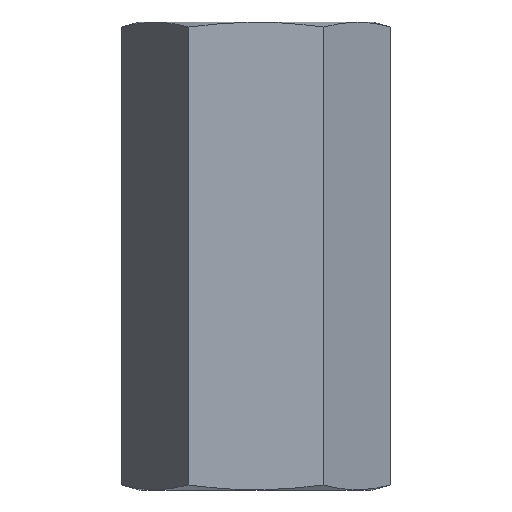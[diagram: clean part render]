
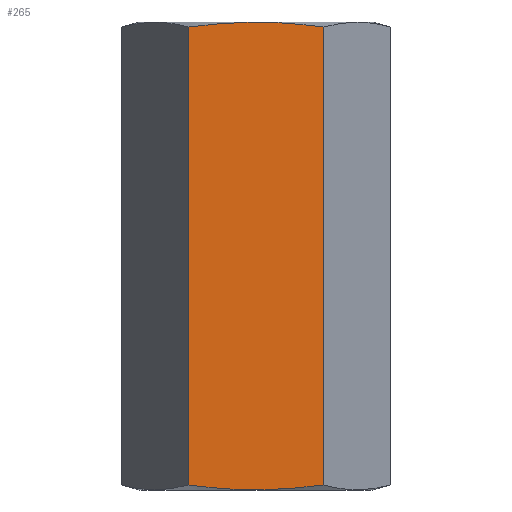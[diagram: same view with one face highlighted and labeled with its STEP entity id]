
A CAD part, front view. The second image highlights one B-rep face of the part: STEP entity #265.
In plain terms, the highlighted planar face has unit normal (0, -1, 0).
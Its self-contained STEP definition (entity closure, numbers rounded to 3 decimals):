
#129=VERTEX_POINT('',#316);
#133=EDGE_CURVE('',#179,#129,#321,.T.);
#141=VERTEX_POINT('',#329);
#149=VERTEX_POINT('',#337);
#173=EDGE_CURVE('',#141,#149,#364,.T.);
#179=VERTEX_POINT('',#370);
#215=EDGE_CURVE('',#129,#141,#408,.T.);
#227=EDGE_CURVE('',#149,#179,#422,.T.);
#265=ADVANCED_FACE('',(#465),#466,.T.);
#316=CARTESIAN_POINT('',(8.65,-14.982,-0.649));
#321=(B_SPLINE_CURVE(2,(#538,#539,#540),.UNSPECIFIED.,.F.,.F.)B_SPLINE_CURVE_WITH_KNOTS((3,3),(0.0,17.345),.UNSPECIFIED.)RATIONAL_B_SPLINE_CURVE((1.0,1.155,1.0))BOUNDED_CURVE()REPRESENTATION_ITEM('')GEOMETRIC_REPRESENTATION_ITEM()CURVE());
#329=CARTESIAN_POINT('',(8.65,-14.982,-59.351));
#337=CARTESIAN_POINT('',(-8.65,-14.982,-59.351));
#364=(B_SPLINE_CURVE(2,(#649,#650,#651),.UNSPECIFIED.,.F.,.F.)B_SPLINE_CURVE_WITH_KNOTS((3,3),(0.0,17.345),.UNSPECIFIED.)RATIONAL_B_SPLINE_CURVE((1.0,1.155,1.0))BOUNDED_CURVE()REPRESENTATION_ITEM('')GEOMETRIC_REPRESENTATION_ITEM()CURVE());
#370=CARTESIAN_POINT('',(-8.65,-14.982,-0.649));
#408=LINE('',#722,#723);
#422=LINE('',#741,#742);
#465=FACE_OUTER_BOUND('',#820,.T.);
#466=PLANE('',#821);
#538=CARTESIAN_POINT('',(-8.65,-14.982,-0.649));
#539=CARTESIAN_POINT('',(0.,-14.982,0.51));
#540=CARTESIAN_POINT('',(8.65,-14.982,-0.649));
#649=CARTESIAN_POINT('',(8.65,-14.982,-59.351));
#650=CARTESIAN_POINT('',(0.,-14.982,-60.51));
#651=CARTESIAN_POINT('',(-8.65,-14.982,-59.351));
#722=CARTESIAN_POINT('',(8.65,-14.982,-30.));
#723=VECTOR('',#948,1.0);
#741=CARTESIAN_POINT('',(-8.65,-14.982,-30.));
#742=VECTOR('',#969,1.0);
#820=EDGE_LOOP('',(#1018,#1019,#1020,#1021));
#821=AXIS2_PLACEMENT_3D('',#1022,#1023,#1024);
#948=DIRECTION('',(0.0,0.0,-1.0));
#969=DIRECTION('',(0.0,0.0,1.0));
#1018=ORIENTED_EDGE('',*,*,#133,.F.);
#1019=ORIENTED_EDGE('',*,*,#227,.F.);
#1020=ORIENTED_EDGE('',*,*,#173,.F.);
#1021=ORIENTED_EDGE('',*,*,#215,.F.);
#1022=CARTESIAN_POINT('',(8.65,-14.982,-60.));
#1023=DIRECTION('',(0.0,-1.0,0.0));
#1024=DIRECTION('',(0.0,0.0,1.0));
